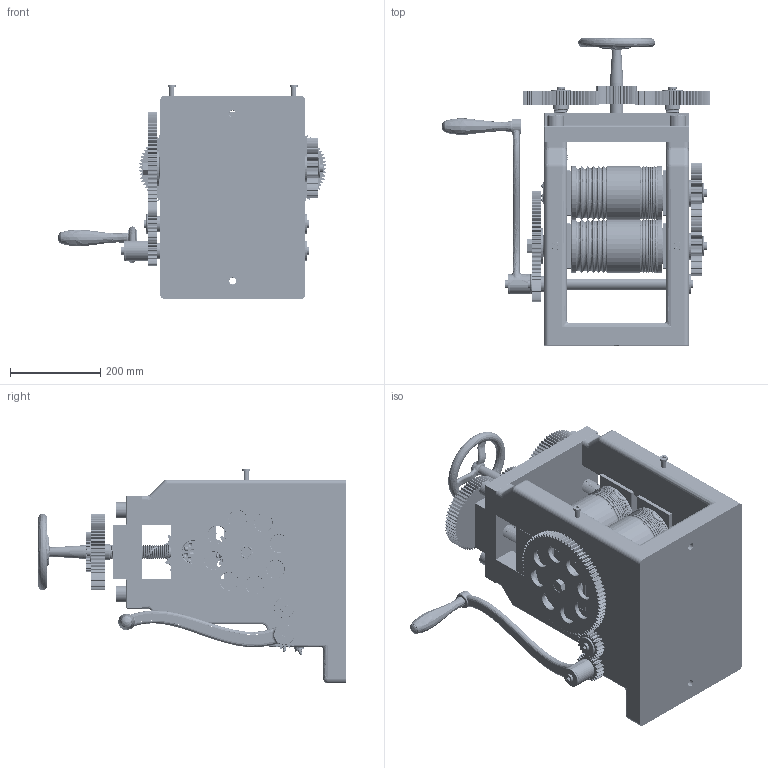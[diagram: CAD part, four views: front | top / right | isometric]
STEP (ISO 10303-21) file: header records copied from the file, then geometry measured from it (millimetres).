
FILE_DESCRIPTION(('FreeCAD Model'),'2;1');
FILE_NAME('Open CASCADE Shape Model','2025-05-04T11:24:40',('FreeCAD'),( 'FreeCAD'),'Open CASCADE STEP processor 7.6','FreeCAD','Unknown');
FILE_SCHEMA(('AUTOMOTIVE_DESIGN { 1 0 10303 214 1 1 1 1 }'));
Products named in the file (1): Open CASCADE STEP translator 7.6 1
Bounding box: 594.25 x 680.01 x 474 mm (x, y, z)
Surface area: 2501487 mm2 (no closed solid volume)
Topology: 0 solids, 4125 shells, 4125 faces, 54413 edges, 54290 vertices
Faces by surface type: revolution 2896, bspline 1229
Entity records: 612005 total; most frequent: CARTESIAN_POINT 319010, VERTEX_POINT 54309, ORIENTED_EDGE 54271, EDGE_CURVE 54271, B_SPLINE_CURVE_WITH_KNOTS 37326, DIRECTION 28820, LINE 10474, VECTOR 10474
